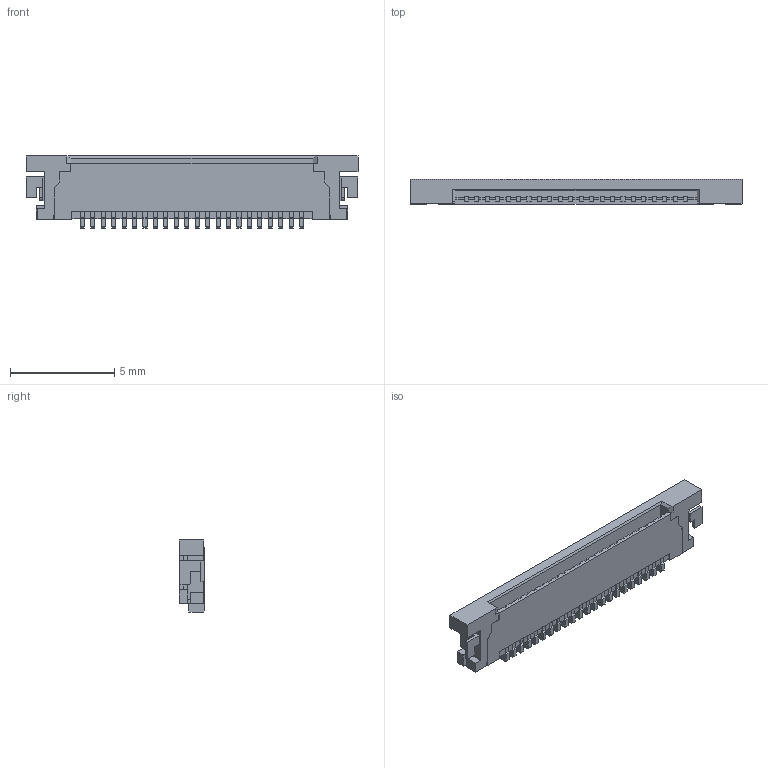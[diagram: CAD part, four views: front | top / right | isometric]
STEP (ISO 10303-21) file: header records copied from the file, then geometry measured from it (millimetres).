
FILE_DESCRIPTION (( 'STEP AP214' ), '1' );
FILE_NAME ('XFDEFAU11261436283277.step', '2006-11-26T19:36:25', ( 'sysAdmin' ), ( 'SolidWorks' ), 'SwSTEP 2.0', 'SolidWorks 2007', '' );
FILE_SCHEMA (( 'AUTOMOTIVE_DESIGN' ));
Length unit declared in the file: millimetre
Products named in the file (1): XFDEFAU11261436283277
Bounding box: 15.9 x 1.2 x 3.45 mm (x, y, z)
Volume: 42.5 mm3; surface area: 228.5 mm2
Topology: 1 solids, 1 shells, 678 faces, 1888 edges, 1212 vertices
Faces by surface type: plane 676, cylinder 2
Entity records: 24685 total; most frequent: CARTESIAN_POINT 3779, ORIENTED_EDGE 3776, DIRECTION 3250, EDGE_CURVE 1888, VECTOR 1884, LINE 1884, VERTEX_POINT 1212, AXIS2_PLACEMENT_3D 683
